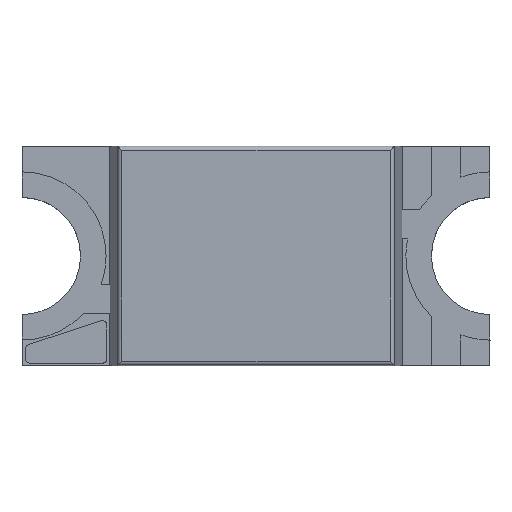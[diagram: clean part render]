
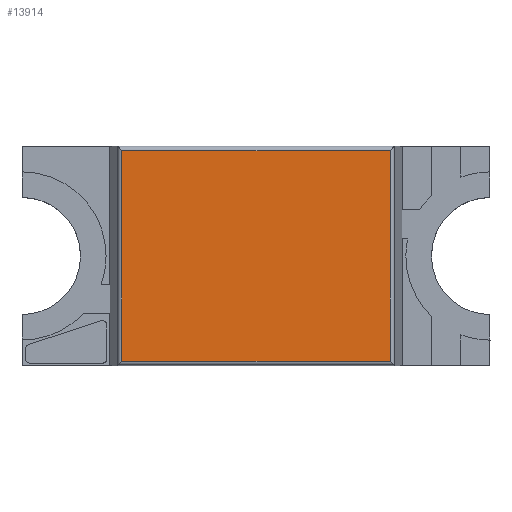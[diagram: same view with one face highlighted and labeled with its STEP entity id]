
A CAD part, top view. The second image highlights one B-rep face of the part: STEP entity #13914.
In plain terms, the highlighted planar face has unit normal (0, 0, 1).
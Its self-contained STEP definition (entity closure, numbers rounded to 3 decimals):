
#365 = LINE ( 'NONE', #8681, #12415 ) ;
#596 = LINE ( 'NONE', #5390, #11702 ) ;
#1150 = EDGE_CURVE ( 'NONE', #13958, #4954, #596, .T. ) ;
#1194 = VECTOR ( 'NONE', #12078, 1000. ) ;
#1487 = FACE_OUTER_BOUND ( 'NONE', #4242, .T. ) ;
#2076 = VECTOR ( 'NONE', #7826, 1000. ) ;
#2155 = ORIENTED_EDGE ( 'NONE', *, *, #8390, .T. ) ;
#2575 = LINE ( 'NONE', #7309, #1194 ) ;
#3108 = CARTESIAN_POINT ( 'NONE',  ( -0.944, 0.72, 0.95 ) ) ;
#3578 = ORIENTED_EDGE ( 'NONE', *, *, #1150, .T. ) ;
#3684 = EDGE_CURVE ( 'NONE', #15479, #7338, #2575, .T. ) ;
#3950 = CARTESIAN_POINT ( 'NONE',  ( -0.918, 0.72, 0.95 ) ) ;
#3989 = CARTESIAN_POINT ( 'NONE',  ( 0., 0., 0.95 ) ) ;
#4242 = EDGE_LOOP ( 'NONE', ( #9743, #14637, #2155, #3578 ) ) ;
#4954 = VERTEX_POINT ( 'NONE', #14771 ) ;
#5390 = CARTESIAN_POINT ( 'NONE',  ( 0.918, 0., 0.95 ) ) ;
#6237 = PLANE ( 'NONE',  #12295 ) ;
#7309 = CARTESIAN_POINT ( 'NONE',  ( -0.918, 0., 0.95 ) ) ;
#7338 = VERTEX_POINT ( 'NONE', #9747 ) ;
#7826 = DIRECTION ( 'NONE',  ( -1., 0., 0. ) ) ;
#8390 = EDGE_CURVE ( 'NONE', #7338, #13958, #365, .T. ) ;
#8681 = CARTESIAN_POINT ( 'NONE',  ( 0.944, -0.72, 0.95 ) ) ;
#8687 = DIRECTION ( 'NONE',  ( 0., 0., 1. ) ) ;
#9743 = ORIENTED_EDGE ( 'NONE', *, *, #15280, .T. ) ;
#9747 = CARTESIAN_POINT ( 'NONE',  ( -0.918, -0.72, 0.95 ) ) ;
#9951 = CARTESIAN_POINT ( 'NONE',  ( 0.918, -0.72, 0.95 ) ) ;
#10103 = DIRECTION ( 'NONE',  ( 0., 1., 0. ) ) ;
#11702 = VECTOR ( 'NONE', #10103, 1000. ) ;
#12078 = DIRECTION ( 'NONE',  ( 0., -1., 0. ) ) ;
#12295 = AXIS2_PLACEMENT_3D ( 'NONE', #3989, #8687, #13514 ) ;
#12415 = VECTOR ( 'NONE', #13510, 1000. ) ;
#13510 = DIRECTION ( 'NONE',  ( 1., 0., 0. ) ) ;
#13514 = DIRECTION ( 'NONE',  ( 1., 0., 0. ) ) ;
#13802 = LINE ( 'NONE', #3108, #2076 ) ;
#13914 = ADVANCED_FACE ( 'NONE', ( #1487 ), #6237, .T. ) ;
#13958 = VERTEX_POINT ( 'NONE', #9951 ) ;
#14637 = ORIENTED_EDGE ( 'NONE', *, *, #3684, .T. ) ;
#14771 = CARTESIAN_POINT ( 'NONE',  ( 0.918, 0.72, 0.95 ) ) ;
#15280 = EDGE_CURVE ( 'NONE', #4954, #15479, #13802, .T. ) ;
#15479 = VERTEX_POINT ( 'NONE', #3950 ) ;
